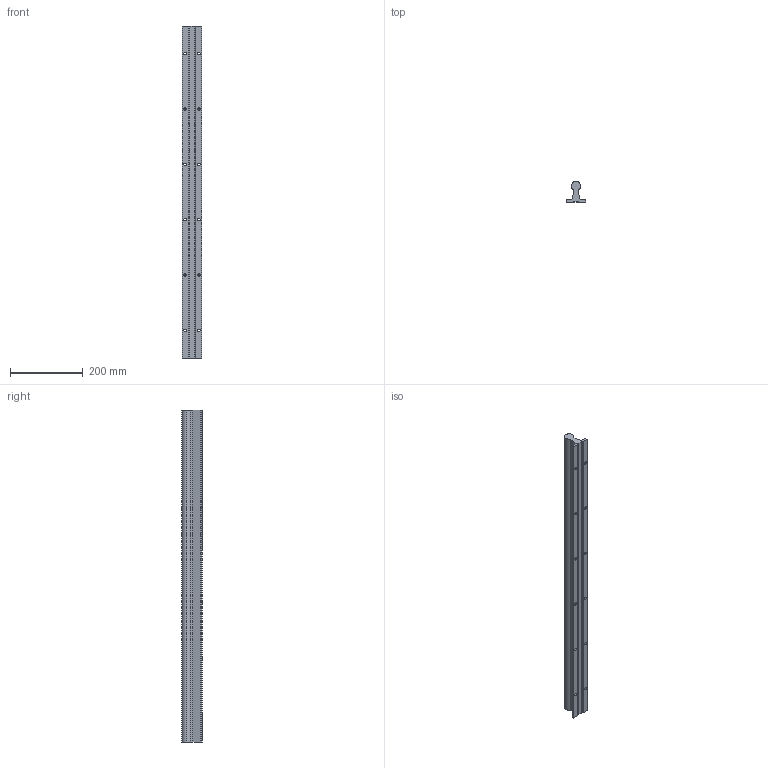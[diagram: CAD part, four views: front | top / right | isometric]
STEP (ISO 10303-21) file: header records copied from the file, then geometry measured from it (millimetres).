
FILE_DESCRIPTION (( 'STEP AP203' ), '1' );
FILE_NAME ('ShaftRailAssembly_48C29296A9.step', '2022-12-08T18:27:57', ( '' ), ( '' ), 'SwSTEP 2.0', 'SolidWorks 2019', '' );
FILE_SCHEMA (( 'CONFIG_CONTROL_DESIGN' ));
Length unit declared in the file: inch
Products named in the file (3): ShaftRailAssembly_48C29296A9; yJP3Lj0ybo_CADModel_0
Assembly tree (1 placements, depth 2):
  ShaftRailAssembly_48C29296A9
    yJP3Lj0ybo_CADModel_0
  yJP3Lj0ybo_CADModel_0
Bounding box: 53.87 x 57.12 x 914.4 mm (x, y, z)
Volume: 1130121 mm3; surface area: 206478.4 mm2
Topology: 1 solids, 1 shells, 51 faces, 147 edges, 98 vertices
Faces by surface type: cylinder 29, plane 22
Entity records: 2025 total; most frequent: DIRECTION 317, CARTESIAN_POINT 301, ORIENTED_EDGE 294, EDGE_CURVE 147, AXIS2_PLACEMENT_3D 114, VERTEX_POINT 98, LINE 89, VECTOR 89
